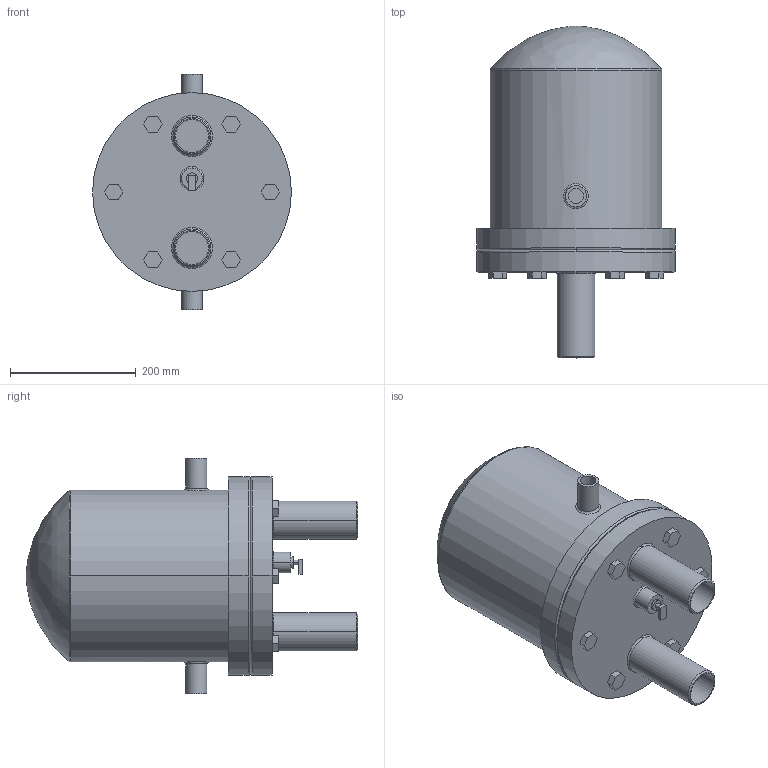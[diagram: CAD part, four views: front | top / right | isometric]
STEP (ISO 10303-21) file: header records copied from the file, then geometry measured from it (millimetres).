
FILE_DESCRIPTION((''),'2;1');
FILE_NAME('HT300.stp','2015-10-07T09:56:57',(''),(''),'Mechanical Desktop 2011','Mechanical Desktop 2011',', , ');
FILE_SCHEMA(('CONFIG_CONTROL_DESIGN'));
Length unit declared in the file: inch
Products named in the file (2): Product; HT300
Assembly tree (1 placements, depth 2):
  Product
    HT300
Bounding box: 315.72 x 527.05 x 374.65 mm (x, y, z)
Volume: 23037068.6 mm3; surface area: 548567 mm2
Topology: 1 solids, 1 shells, 105 faces, 253 edges, 172 vertices
Faces by surface type: plane 60, cylinder 26, torus 12, cone 4, bspline 3
Full cylindrical faces by diameter (mm): 33.401 x2
Entity records: 3464 total; most frequent: CARTESIAN_POINT 805, DIRECTION 554, ORIENTED_EDGE 506, EDGE_CURVE 253, AXIS2_PLACEMENT_3D 201, VERTEX_POINT 169, VECTOR 152, LINE 152
